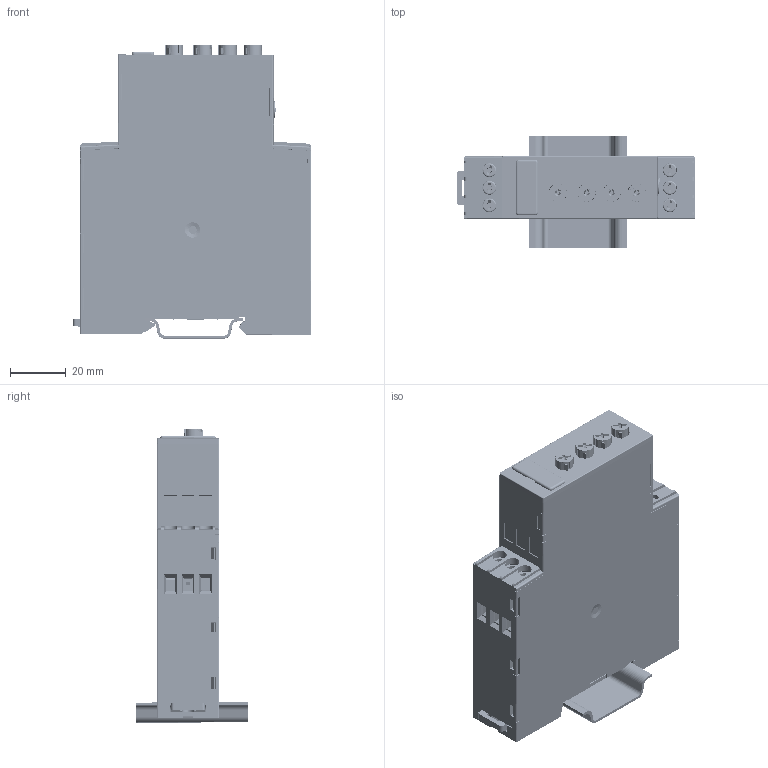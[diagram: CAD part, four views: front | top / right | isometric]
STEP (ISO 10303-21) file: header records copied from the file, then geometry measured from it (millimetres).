
FILE_DESCRIPTION(/* description */ ('Unknown'),/* implementation_level */ '2;1');
FILE_NAME(/* name */ '84871025(EIH),84871025(EIL) STEP FILE',/* time_stamp */ '2024-10-15T16:27:20+06:00',/* author */ ('Unknown'),/* organization */ ('Unknown'),/* preprocessor_version */ 'ST-DEVELOPER v18.104',/* originating_system */ 'Solid Edge',/* authorisation */ 'Unknown');
FILE_SCHEMA (('AUTOMOTIVE_DESIGN {1 0 10303 214 3 1 1}'));
Products named in the file (1): 84871025(EIH),84871025(EIL) STEP FILE
Bounding box: 85.57 x 40.02 x 105.35 mm (x, y, z)
Volume: 164753.7 mm3; surface area: 96692.9 mm2
Topology: 48 solids, 51 shells, 5614 faces, 15553 edges, 10221 vertices
Faces by surface type: plane 3883, cylinder 1132, cone 309, bspline 218, torus 72
Full cylindrical faces by diameter (mm): 0.01 x3, 0.1 x2, 0.2 x1, 0.35 x3, 0.9 x4, 1.5 x1, 1.7 x4, 1.72 x1, 2.4 x9, 2.5 x1, 2.9 x9, 3 x108, 3.3 x9, 3.7 x9, 5 x18, 5.2 x9, 6.3 x1
Entity records: 216106 total; most frequent: CARTESIAN_POINT 65225, ORIENTED_EDGE 30876, DIRECTION 25897, EDGE_CURVE 15438, LINE 10577, VECTOR 10577, VERTEX_POINT 10185, AXIS2_PLACEMENT_3D 7660
